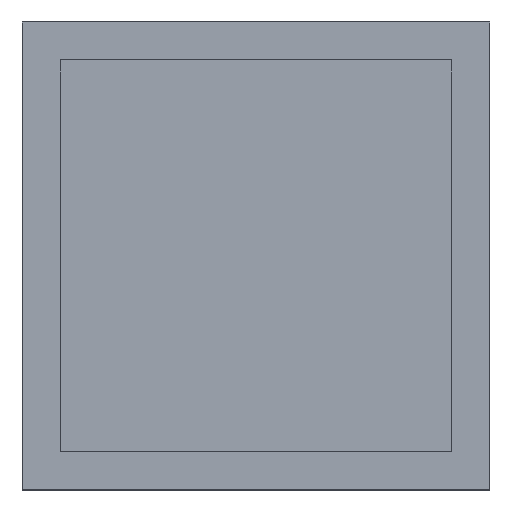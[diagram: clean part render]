
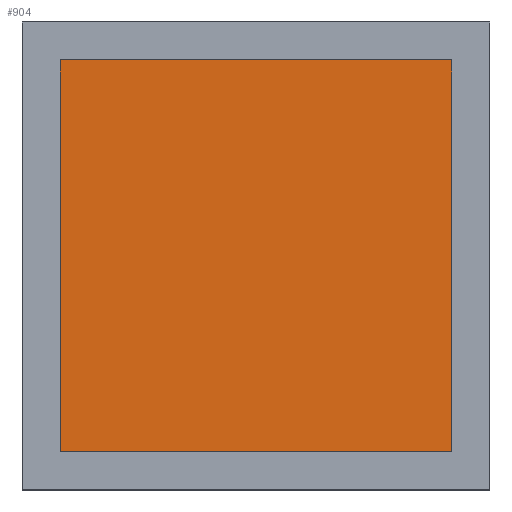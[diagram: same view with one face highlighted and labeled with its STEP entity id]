
A CAD part, top view. The second image highlights one B-rep face of the part: STEP entity #904.
In plain terms, the highlighted planar face has unit normal (0, 0, 1).
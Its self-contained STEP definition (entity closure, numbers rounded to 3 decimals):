
#95=FACE_OUTER_BOUND('',#154,.T.);
#154=EDGE_LOOP('',(#690,#691,#692,#693));
#230=LINE('',#1434,#327);
#231=LINE('',#1436,#328);
#232=LINE('',#1438,#329);
#233=LINE('',#1439,#330);
#327=VECTOR('',#1176,10.);
#328=VECTOR('',#1177,10.);
#329=VECTOR('',#1178,10.);
#330=VECTOR('',#1179,10.);
#427=VERTEX_POINT('',#1432);
#428=VERTEX_POINT('',#1433);
#429=VERTEX_POINT('',#1435);
#430=VERTEX_POINT('',#1437);
#528=EDGE_CURVE('',#427,#428,#230,.T.);
#529=EDGE_CURVE('',#428,#429,#231,.T.);
#530=EDGE_CURVE('',#429,#430,#232,.T.);
#531=EDGE_CURVE('',#430,#427,#233,.T.);
#690=ORIENTED_EDGE('',*,*,#528,.T.);
#691=ORIENTED_EDGE('',*,*,#529,.T.);
#692=ORIENTED_EDGE('',*,*,#530,.T.);
#693=ORIENTED_EDGE('',*,*,#531,.T.);
#850=PLANE('',#998);
#904=ADVANCED_FACE('',(#95),#850,.T.);
#998=AXIS2_PLACEMENT_3D('',#1431,#1174,#1175);
#1174=DIRECTION('center_axis',(0.,0.,1.));
#1175=DIRECTION('ref_axis',(1.,0.,0.));
#1176=DIRECTION('',(1.,0.,0.));
#1177=DIRECTION('',(0.,1.,0.));
#1178=DIRECTION('',(-1.,0.,0.));
#1179=DIRECTION('',(0.,-1.,0.));
#1431=CARTESIAN_POINT('Origin',(1.31,-1.31,9.86));
#1432=CARTESIAN_POINT('',(-3.845,-6.465,9.86));
#1433=CARTESIAN_POINT('',(6.465,-6.465,9.86));
#1434=CARTESIAN_POINT('',(6.465,-6.465,9.86));
#1435=CARTESIAN_POINT('',(6.465,3.845,9.86));
#1436=CARTESIAN_POINT('',(6.465,3.845,9.86));
#1437=CARTESIAN_POINT('',(-3.845,3.845,9.86));
#1438=CARTESIAN_POINT('',(-3.845,3.845,9.86));
#1439=CARTESIAN_POINT('',(-3.845,-6.465,9.86));
